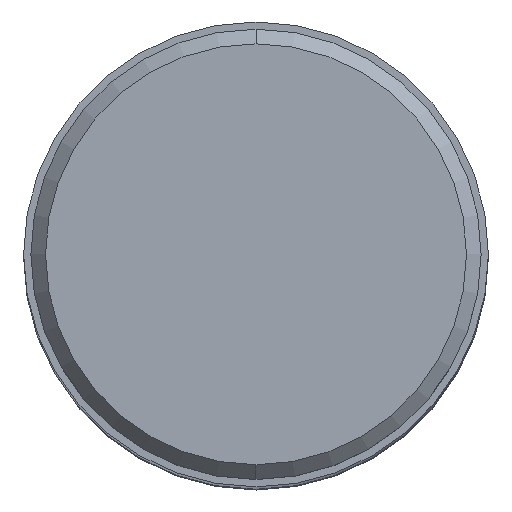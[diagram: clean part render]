
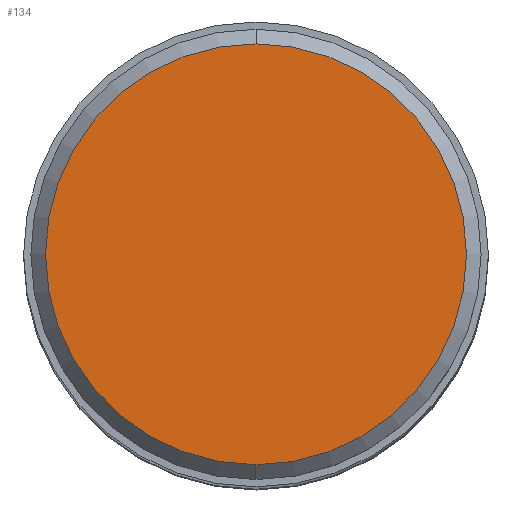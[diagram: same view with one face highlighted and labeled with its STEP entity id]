
A CAD part, top view. The second image highlights one B-rep face of the part: STEP entity #134.
In plain terms, the highlighted planar face has unit normal (0, 0, 1).
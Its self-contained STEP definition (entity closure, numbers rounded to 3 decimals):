
#54=PLANE('',#1225);
#134=ADVANCED_FACE('',(#214),#54,.F.);
#214=FACE_OUTER_BOUND('',#274,.T.);
#274=EDGE_LOOP('',(#529,#530));
#529=ORIENTED_EDGE('',*,*,#741,.F.);
#530=ORIENTED_EDGE('',*,*,#743,.F.);
#612=VERTEX_POINT('',#1901);
#613=VERTEX_POINT('',#1903);
#741=EDGE_CURVE('',#612,#613,#854,.T.);
#743=EDGE_CURVE('',#613,#612,#855,.T.);
#854=CIRCLE('',#1221,14.375);
#855=CIRCLE('',#1223,14.375);
#1221=AXIS2_PLACEMENT_3D('',#1902,#1605,#1606);
#1223=AXIS2_PLACEMENT_3D('',#1906,#1610,#1611);
#1225=AXIS2_PLACEMENT_3D('',#1908,#1614,#1615);
#1605=DIRECTION('',(0.,0.,-1.));
#1606=DIRECTION('',(0.,1.,0.));
#1610=DIRECTION('',(0.,0.,-1.));
#1611=DIRECTION('',(0.,-1.,0.));
#1614=DIRECTION('',(0.,0.,-1.));
#1615=DIRECTION('',(1.,0.,0.));
#1901=CARTESIAN_POINT('',(0.,14.375,0.));
#1902=CARTESIAN_POINT('',(0.,0.,0.));
#1903=CARTESIAN_POINT('',(0.,-14.375,0.));
#1906=CARTESIAN_POINT('',(0.,0.,0.));
#1908=CARTESIAN_POINT('',(0.,0.,0.));
